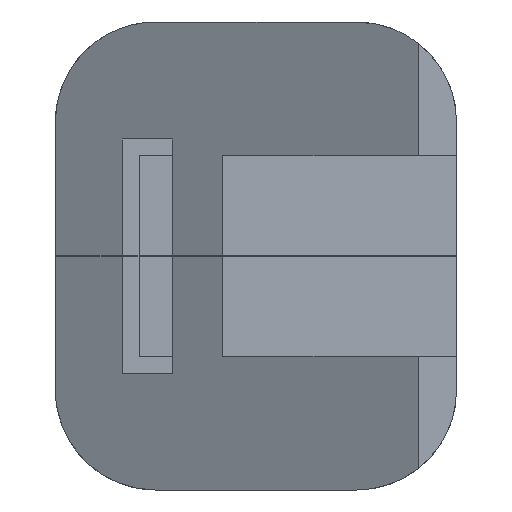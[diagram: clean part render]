
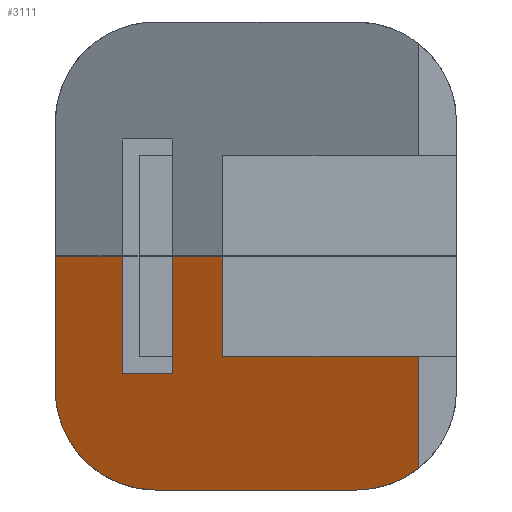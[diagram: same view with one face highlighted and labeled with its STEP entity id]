
A CAD part, front view. The second image highlights one B-rep face of the part: STEP entity #3111.
In plain terms, the highlighted face is planar.
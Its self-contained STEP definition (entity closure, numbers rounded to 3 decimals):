
#131=PLANE('',#3411);
#364=FACE_OUTER_BOUND('',#538,.T.);
#538=EDGE_LOOP('',(#2453,#2454,#2455,#2456,#2457,#2458,#2459,#2460,#2461,
#2462,#2463,#2464));
#777=LINE('',#4884,#1114);
#785=LINE('',#4899,#1122);
#791=LINE('',#4910,#1128);
#793=LINE('',#4913,#1130);
#794=LINE('',#4915,#1131);
#795=LINE('',#4917,#1132);
#796=LINE('',#4919,#1133);
#797=LINE('',#4920,#1134);
#798=LINE('',#4922,#1135);
#799=LINE('',#4923,#1136);
#1114=VECTOR('',#3947,25.4);
#1122=VECTOR('',#3961,25.4);
#1128=VECTOR('',#3969,25.4);
#1130=VECTOR('',#3973,25.4);
#1131=VECTOR('',#3976,25.4);
#1132=VECTOR('',#3977,25.4);
#1133=VECTOR('',#3978,25.4);
#1134=VECTOR('',#3979,25.4);
#1135=VECTOR('',#3980,25.4);
#1136=VECTOR('',#3981,25.4);
#1335=ELLIPSE('',#3382,3.464,3.);
#1336=ELLIPSE('',#3386,3.464,3.);
#1443=VERTEX_POINT('',#4815);
#1444=VERTEX_POINT('',#4817);
#1448=VERTEX_POINT('',#4826);
#1449=VERTEX_POINT('',#4828);
#1469=VERTEX_POINT('',#4881);
#1470=VERTEX_POINT('',#4883);
#1473=VERTEX_POINT('',#4896);
#1474=VERTEX_POINT('',#4898);
#1478=VERTEX_POINT('',#4908);
#1479=VERTEX_POINT('',#4916);
#1480=VERTEX_POINT('',#4918);
#1481=VERTEX_POINT('',#4921);
#1787=EDGE_CURVE('',#1443,#1444,#1335,.T.);
#1792=EDGE_CURVE('',#1448,#1449,#1336,.T.);
#1818=EDGE_CURVE('',#1470,#1469,#777,.T.);
#1826=EDGE_CURVE('',#1474,#1473,#785,.T.);
#1832=EDGE_CURVE('',#1469,#1478,#791,.T.);
#1834=EDGE_CURVE('',#1444,#1478,#793,.T.);
#1835=EDGE_CURVE('',#1449,#1443,#794,.T.);
#1836=EDGE_CURVE('',#1479,#1448,#795,.T.);
#1837=EDGE_CURVE('',#1479,#1480,#796,.T.);
#1838=EDGE_CURVE('',#1480,#1474,#797,.T.);
#1839=EDGE_CURVE('',#1473,#1481,#798,.T.);
#1840=EDGE_CURVE('',#1481,#1470,#799,.T.);
#2453=ORIENTED_EDGE('',*,*,#1832,.T.);
#2454=ORIENTED_EDGE('',*,*,#1834,.F.);
#2455=ORIENTED_EDGE('',*,*,#1787,.F.);
#2456=ORIENTED_EDGE('',*,*,#1835,.F.);
#2457=ORIENTED_EDGE('',*,*,#1792,.F.);
#2458=ORIENTED_EDGE('',*,*,#1836,.F.);
#2459=ORIENTED_EDGE('',*,*,#1837,.T.);
#2460=ORIENTED_EDGE('',*,*,#1838,.T.);
#2461=ORIENTED_EDGE('',*,*,#1826,.T.);
#2462=ORIENTED_EDGE('',*,*,#1839,.T.);
#2463=ORIENTED_EDGE('',*,*,#1840,.T.);
#2464=ORIENTED_EDGE('',*,*,#1818,.T.);
#3111=ADVANCED_FACE('',(#364),#131,.F.);
#3382=AXIS2_PLACEMENT_3D('',#4818,#3883,#3884);
#3386=AXIS2_PLACEMENT_3D('',#4829,#3893,#3894);
#3411=AXIS2_PLACEMENT_3D('',#4914,#3974,#3975);
#3883=DIRECTION('center_axis',(0.,0.,
1.));
#3884=DIRECTION('ref_axis',(0.,-1.,0.));
#3893=DIRECTION('center_axis',(0.,0.,
1.));
#3894=DIRECTION('ref_axis',(0.,1.,0.));
#3947=DIRECTION('',(1.,0.,0.));
#3961=DIRECTION('',(0.,-1.,0.));
#3969=DIRECTION('',(0.,-1.,0.));
#3973=DIRECTION('',(1.,0.,0.));
#3974=DIRECTION('center_axis',(0.,0.,
1.));
#3975=DIRECTION('ref_axis',(0.,1.,0.));
#3976=DIRECTION('',(0.,-1.,0.));
#3977=DIRECTION('',(-1.,0.,0.));
#3978=DIRECTION('',(0.,-1.,0.));
#3979=DIRECTION('',(1.,0.,0.));
#3980=DIRECTION('',(-1.,0.,0.));
#3981=DIRECTION('',(0.,-1.,0.));
#4815=CARTESIAN_POINT('',(59.623,-16.28,-14.89));
#4817=CARTESIAN_POINT('',(62.623,-19.744,-14.89));
#4818=CARTESIAN_POINT('Origin',(62.623,-16.28,-14.89));
#4826=CARTESIAN_POINT('',(60.27,-7.203,-14.89));
#4828=CARTESIAN_POINT('',(59.623,-9.352,-14.89));
#4829=CARTESIAN_POINT('Origin',(62.623,-9.352,-14.89));
#4881=CARTESIAN_POINT('',(66.623,-17.435,-14.89));
#4883=CARTESIAN_POINT('',(63.123,-17.435,-14.89));
#4884=CARTESIAN_POINT('',(70.123,-17.435,-14.89));
#4896=CARTESIAN_POINT('',(66.623,-15.703,-14.89));
#4898=CARTESIAN_POINT('',(66.623,-13.971,-14.89));
#4899=CARTESIAN_POINT('',(66.623,-13.875,-14.89));
#4908=CARTESIAN_POINT('',(66.623,-19.744,-14.89));
#4910=CARTESIAN_POINT('',(66.623,-13.875,-14.89));
#4913=CARTESIAN_POINT('',(70.123,-19.744,-14.89));
#4914=CARTESIAN_POINT('Origin',(73.623,-10.587,-14.89));
#4915=CARTESIAN_POINT('',(59.623,-13.875,-14.89));
#4916=CARTESIAN_POINT('',(63.623,-7.203,-14.89));
#4917=CARTESIAN_POINT('',(70.123,-7.203,-14.89));
#4918=CARTESIAN_POINT('',(63.623,-13.971,-14.89));
#4919=CARTESIAN_POINT('',(63.623,-9.542,-14.89));
#4920=CARTESIAN_POINT('',(70.123,-13.971,-14.89));
#4921=CARTESIAN_POINT('',(63.123,-15.703,-14.89));
#4922=CARTESIAN_POINT('',(70.123,-15.703,-14.89));
#4923=CARTESIAN_POINT('',(63.123,-11.282,-14.89));
